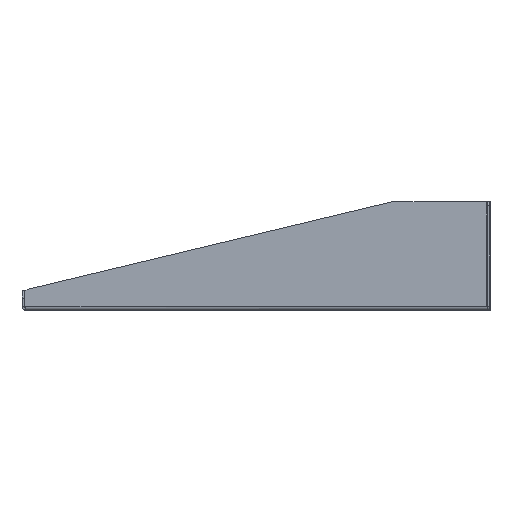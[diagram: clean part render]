
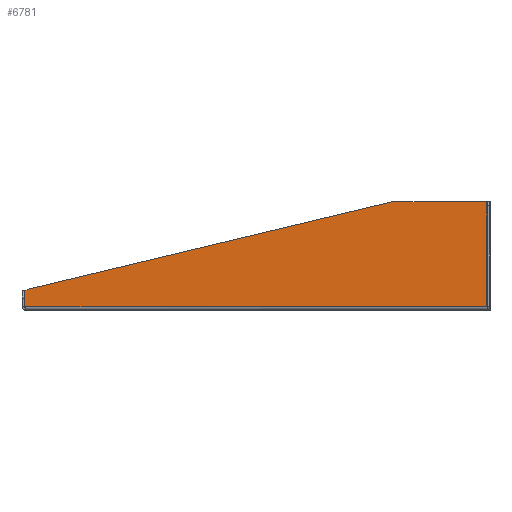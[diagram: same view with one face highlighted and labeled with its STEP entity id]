
A CAD part, left-side view. The second image highlights one B-rep face of the part: STEP entity #6781.
In plain terms, the highlighted planar face has unit normal (-1, 0, 0).
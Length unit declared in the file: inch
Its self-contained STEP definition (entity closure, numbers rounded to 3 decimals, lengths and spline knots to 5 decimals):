
#145 = VECTOR ( 'NONE', #9518, 39.37008 ) ;
#534 = VECTOR ( 'NONE', #12051, 39.37008 ) ;
#642 = VERTEX_POINT ( 'NONE', #12045 ) ;
#691 = DIRECTION ( 'NONE',  ( 0., 0., 1. ) ) ;
#835 = DIRECTION ( 'NONE',  ( 0., 0., 1. ) ) ;
#1004 = VERTEX_POINT ( 'NONE', #9137 ) ;
#1007 = LINE ( 'NONE', #2445, #9781 ) ;
#1224 = CARTESIAN_POINT ( 'NONE',  ( -8.75, 7.29956, 0.66444 ) ) ;
#2066 = EDGE_CURVE ( 'NONE', #12844, #17326, #15742, .T. ) ;
#2151 = DIRECTION ( 'NONE',  ( 0., 1., 0. ) ) ;
#2257 = CARTESIAN_POINT ( 'NONE',  ( -8.75, -7.464, 3.468 ) ) ;
#2445 = CARTESIAN_POINT ( 'NONE',  ( -8.75, -7.428, 0.10808 ) ) ;
#2913 = CARTESIAN_POINT ( 'NONE',  ( -8.75, -4.389, 3.468 ) ) ;
#2924 = EDGE_CURVE ( 'NONE', #4308, #7286, #3428, .T. ) ;
#2939 = DIRECTION ( 'NONE',  ( 0., 0., 1. ) ) ;
#3428 = LINE ( 'NONE', #6324, #145 ) ;
#3523 = CARTESIAN_POINT ( 'NONE',  ( -8.75, -7.464, 0.108 ) ) ;
#3549 = VERTEX_POINT ( 'NONE', #11952 ) ;
#4308 = VERTEX_POINT ( 'NONE', #2913 ) ;
#4476 = LINE ( 'NONE', #17044, #7908 ) ;
#5176 = DIRECTION ( 'NONE',  ( 0., 1., 0. ) ) ;
#5681 = LINE ( 'NONE', #6089, #534 ) ;
#6089 = CARTESIAN_POINT ( 'NONE',  ( -8.75, 7.29956, 0.66444 ) ) ;
#6324 = CARTESIAN_POINT ( 'NONE',  ( -8.75, 7.59158, 0.5944 ) ) ;
#6781 = ADVANCED_FACE ( 'NONE', ( #13402 ), #19897, .T. ) ;
#7232 = ORIENTED_EDGE ( 'NONE', *, *, #2066, .T. ) ;
#7286 = VERTEX_POINT ( 'NONE', #1224 ) ;
#7769 = CARTESIAN_POINT ( 'NONE',  ( -8.75, 7.39192, 0.57208 ) ) ;
#7908 = VECTOR ( 'NONE', #2939, 39.37008 ) ;
#8750 = CIRCLE ( 'NONE', #9414, 0.055 ) ;
#9072 = DIRECTION ( 'NONE',  ( -1., 0., 0. ) ) ;
#9137 = CARTESIAN_POINT ( 'NONE',  ( -8.75, 7.37063, 0.108 ) ) ;
#9414 = AXIS2_PLACEMENT_3D ( 'NONE', #18164, #18062, #14969 ) ;
#9518 = DIRECTION ( 'NONE',  ( 0., 0.972, -0.233 ) ) ;
#9781 = VECTOR ( 'NONE', #691, 39.37008 ) ;
#10300 = EDGE_CURVE ( 'NONE', #3549, #642, #1007, .T. ) ;
#10584 = ORIENTED_EDGE ( 'NONE', *, *, #14429, .T. ) ;
#10661 = VERTEX_POINT ( 'NONE', #14883 ) ;
#11104 = DIRECTION ( 'NONE',  ( 0., 0., -1. ) ) ;
#11409 = CARTESIAN_POINT ( 'NONE',  ( -8.75, 7.39192, 0.072 ) ) ;
#11952 = CARTESIAN_POINT ( 'NONE',  ( -8.75, -7.428, 0.108 ) ) ;
#12045 = CARTESIAN_POINT ( 'NONE',  ( -8.75, -7.428, 0.10808 ) ) ;
#12051 = DIRECTION ( 'NONE',  ( 0., 0.707, -0.707 ) ) ;
#12500 = ORIENTED_EDGE ( 'NONE', *, *, #12816, .T. ) ;
#12655 = ORIENTED_EDGE ( 'NONE', *, *, #15185, .T. ) ;
#12816 = EDGE_CURVE ( 'NONE', #642, #10661, #4476, .T. ) ;
#12844 = VERTEX_POINT ( 'NONE', #7769 ) ;
#13054 = AXIS2_PLACEMENT_3D ( 'NONE', #19688, #9072, #835 ) ;
#13402 = FACE_OUTER_BOUND ( 'NONE', #13822, .T. ) ;
#13822 = EDGE_LOOP ( 'NONE', ( #16324, #7232, #10584, #16956, #20396, #12500, #12655, #18312 ) ) ;
#14429 = EDGE_CURVE ( 'NONE', #17326, #1004, #8750, .T. ) ;
#14883 = CARTESIAN_POINT ( 'NONE',  ( -8.75, -7.428, 3.468 ) ) ;
#14893 = EDGE_CURVE ( 'NONE', #7286, #12844, #5681, .T. ) ;
#14969 = DIRECTION ( 'NONE',  ( 0., 0., 1. ) ) ;
#15185 = EDGE_CURVE ( 'NONE', #10661, #4308, #19351, .T. ) ;
#15703 = CARTESIAN_POINT ( 'NONE',  ( -8.75, 7.39192, 0.11665 ) ) ;
#15742 = LINE ( 'NONE', #11409, #16911 ) ;
#16324 = ORIENTED_EDGE ( 'NONE', *, *, #14893, .T. ) ;
#16672 = VECTOR ( 'NONE', #2151, 39.37008 ) ;
#16911 = VECTOR ( 'NONE', #11104, 39.37008 ) ;
#16956 = ORIENTED_EDGE ( 'NONE', *, *, #19150, .F. ) ;
#17044 = CARTESIAN_POINT ( 'NONE',  ( -8.75, -7.428, 0.06249 ) ) ;
#17094 = VECTOR ( 'NONE', #5176, 39.37008 ) ;
#17326 = VERTEX_POINT ( 'NONE', #15703 ) ;
#18062 = DIRECTION ( 'NONE',  ( 1., 0., 0. ) ) ;
#18164 = CARTESIAN_POINT ( 'NONE',  ( -8.75, 7.40151, 0.06249 ) ) ;
#18312 = ORIENTED_EDGE ( 'NONE', *, *, #2924, .T. ) ;
#19150 = EDGE_CURVE ( 'NONE', #3549, #1004, #19280, .T. ) ;
#19280 = LINE ( 'NONE', #3523, #17094 ) ;
#19351 = LINE ( 'NONE', #2257, #16672 ) ;
#19688 = CARTESIAN_POINT ( 'NONE',  ( -8.75, 7.464, 0.06249 ) ) ;
#19897 = PLANE ( 'NONE',  #13054 ) ;
#20396 = ORIENTED_EDGE ( 'NONE', *, *, #10300, .T. ) ;
